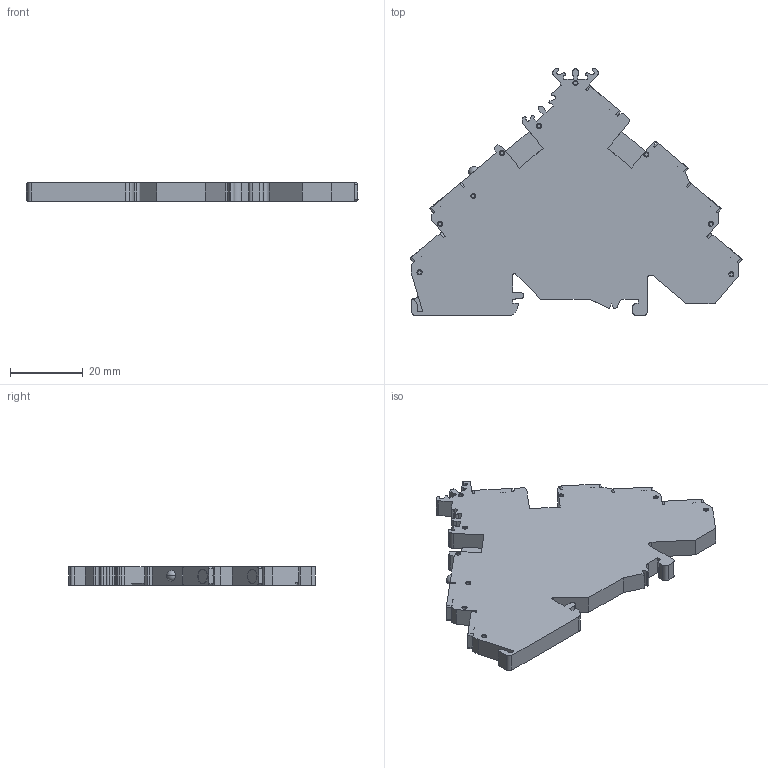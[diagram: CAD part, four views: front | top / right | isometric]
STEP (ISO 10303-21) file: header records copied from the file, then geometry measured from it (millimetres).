
FILE_DESCRIPTION((''),'2;1');
FILE_NAME('PRT0005','2023-11-21T',('dell'),(''),'PRO/ENGINEER BY PARAMETRIC TECHNOLOGY CORPORATION, 2013230','PRO/ENGINEER BY PARAMETRIC TECHNOLOGY CORPORATION, 2013230','');
FILE_SCHEMA(('AUTOMOTIVE_DESIGN { 1 0 10303 214 1 1 1 1 }'));
Length unit declared in the file: millimetre
Products named in the file (1): PRT0005
Bounding box: 91.4 x 68 x 5 mm (x, y, z)
Volume: 17009.7 mm3; surface area: 10603.8 mm2
Topology: 1 solids, 33 shells, 633 faces, 1578 edges, 1011 vertices
Faces by surface type: plane 381, cylinder 161, cone 76, bspline 13, sphere 2
Entity records: 19852 total; most frequent: CARTESIAN_POINT 4101, ORIENTED_EDGE 3152, DIRECTION 3132, EDGE_CURVE 1576, VECTOR 1082, LINE 1082, AXIS2_PLACEMENT_3D 1025, VERTEX_POINT 1011
